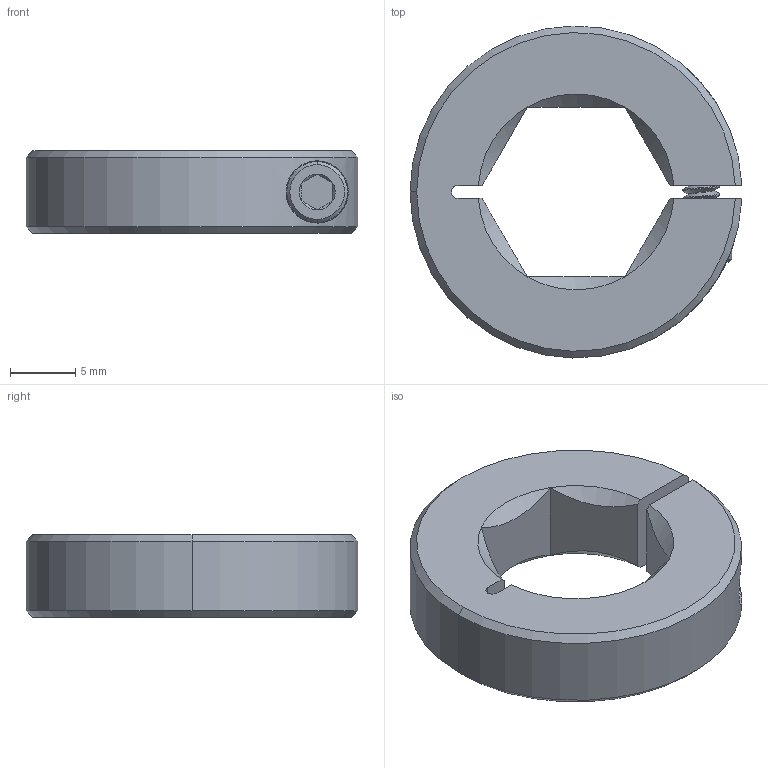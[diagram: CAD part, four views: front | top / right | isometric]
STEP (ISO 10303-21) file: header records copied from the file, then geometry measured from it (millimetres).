
FILE_DESCRIPTION (( 'STEP AP214' ), '1' );
FILE_NAME ('WCP-0799 Rev1.step', '2022-11-29T20:41:26', ( '' ), ( '' ), 'SwSTEP 2.0', 'SolidWorks 2020', '' );
FILE_SCHEMA (( 'AUTOMOTIVE_DESIGN' ));
Length unit declared in the file: inch
Products named in the file (1): WCP-0799 Rev1
Bounding box: 25.39 x 25.4 x 6.35 mm (x, y, z)
Volume: 2137.6 mm3; surface area: 1826.5 mm2
Topology: 2 solids, 2 shells, 115 faces, 308 edges, 200 vertices
Faces by surface type: cylinder 71, plane 23, cone 19, bspline 2
Entity records: 5115 total; most frequent: CARTESIAN_POINT 2587, ORIENTED_EDGE 616, DIRECTION 420, EDGE_CURVE 308, VERTEX_POINT 200, AXIS2_PLACEMENT_3D 157, EDGE_LOOP 122, FACE_OUTER_BOUND 115
